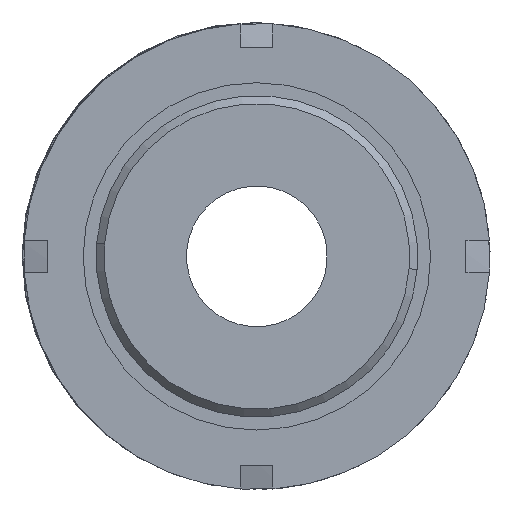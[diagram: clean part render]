
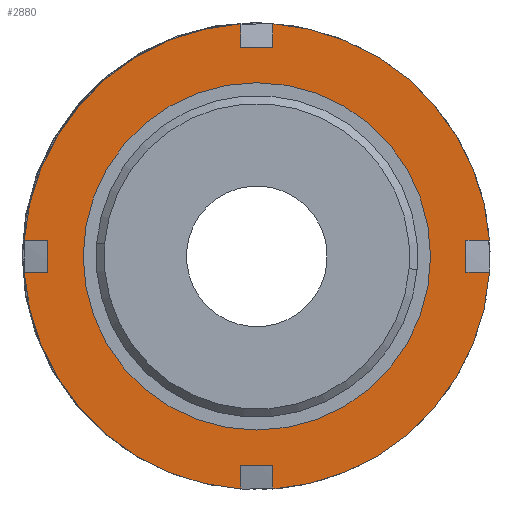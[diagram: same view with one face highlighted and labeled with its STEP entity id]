
A CAD part, front view. The second image highlights one B-rep face of the part: STEP entity #2880.
In plain terms, the highlighted planar face has unit normal (0, -1, 0).
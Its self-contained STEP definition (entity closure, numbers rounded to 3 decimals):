
#42 = CARTESIAN_POINT ( 'NONE',  ( 21.6, -47., 2. ) ) ;
#50 = ORIENTED_EDGE ( 'NONE', *, *, #1054, .T. ) ;
#103 = LINE ( 'NONE', #1281, #2116 ) ;
#121 = CARTESIAN_POINT ( 'NONE',  ( -2., -47., -26. ) ) ;
#133 = VECTOR ( 'NONE', #3417, 1000. ) ;
#137 = CARTESIAN_POINT ( 'NONE',  ( -26., -47., -2. ) ) ;
#154 = LINE ( 'NONE', #1639, #3501 ) ;
#160 = AXIS2_PLACEMENT_3D ( 'NONE', #1552, #1512, #3149 ) ;
#164 = CARTESIAN_POINT ( 'NONE',  ( 0., -47., 0. ) ) ;
#208 = CARTESIAN_POINT ( 'NONE',  ( -26., -47., 2. ) ) ;
#218 = VERTEX_POINT ( 'NONE', #1657 ) ;
#248 = ORIENTED_EDGE ( 'NONE', *, *, #3649, .F. ) ;
#258 = ORIENTED_EDGE ( 'NONE', *, *, #807, .F. ) ;
#268 = VERTEX_POINT ( 'NONE', #121 ) ;
#283 = ORIENTED_EDGE ( 'NONE', *, *, #2080, .T. ) ;
#350 = EDGE_CURVE ( 'NONE', #1975, #268, #1378, .T. ) ;
#386 = DIRECTION ( 'NONE',  ( 0., 0., -1. ) ) ;
#414 = DIRECTION ( 'NONE',  ( -1., 0., 0. ) ) ;
#442 = DIRECTION ( 'NONE',  ( 0., 0., 1. ) ) ;
#453 = DIRECTION ( 'NONE',  ( 0., 1., 0. ) ) ;
#454 = CIRCLE ( 'NONE', #1466, 29. ) ;
#459 = CARTESIAN_POINT ( 'NONE',  ( -2., -47., 0. ) ) ;
#460 = VERTEX_POINT ( 'NONE', #796 ) ;
#466 = VERTEX_POINT ( 'NONE', #2147 ) ;
#614 = VECTOR ( 'NONE', #806, 1000. ) ;
#679 = VERTEX_POINT ( 'NONE', #2287 ) ;
#696 = CARTESIAN_POINT ( 'NONE',  ( 2., -47., 0. ) ) ;
#748 = DIRECTION ( 'NONE',  ( -1., 0., 0. ) ) ;
#769 = PLANE ( 'NONE',  #1411 ) ;
#789 = CARTESIAN_POINT ( 'NONE',  ( 0., -47., 0. ) ) ;
#796 = CARTESIAN_POINT ( 'NONE',  ( -28.931, -47., -2. ) ) ;
#806 = DIRECTION ( 'NONE',  ( 0., 0., -1. ) ) ;
#807 = EDGE_CURVE ( 'NONE', #466, #1712, #3366, .T. ) ;
#834 = EDGE_CURVE ( 'NONE', #1975, #460, #1838, .T. ) ;
#837 = AXIS2_PLACEMENT_3D ( 'NONE', #2742, #2108, #2757 ) ;
#854 = EDGE_CURVE ( 'NONE', #1712, #679, #2606, .T. ) ;
#901 = VECTOR ( 'NONE', #386, 1000. ) ;
#1054 = EDGE_CURVE ( 'NONE', #4158, #2993, #1915, .T. ) ;
#1066 = AXIS2_PLACEMENT_3D ( 'NONE', #789, #453, #3071 ) ;
#1095 = ORIENTED_EDGE ( 'NONE', *, *, #3454, .F. ) ;
#1111 = DIRECTION ( 'NONE',  ( 0., 0., 1. ) ) ;
#1120 = VECTOR ( 'NONE', #3867, 1000. ) ;
#1150 = VERTEX_POINT ( 'NONE', #3939 ) ;
#1152 = EDGE_CURVE ( 'NONE', #460, #2942, #2836, .T. ) ;
#1171 = EDGE_CURVE ( 'NONE', #268, #1850, #3242, .T. ) ;
#1186 = CIRCLE ( 'NONE', #160, 21.6 ) ;
#1273 = CARTESIAN_POINT ( 'NONE',  ( 21.6, -47., -2. ) ) ;
#1281 = CARTESIAN_POINT ( 'NONE',  ( 21.6, -47., 2. ) ) ;
#1337 = DIRECTION ( 'NONE',  ( 0., 0., 1. ) ) ;
#1378 = LINE ( 'NONE', #459, #133 ) ;
#1382 = CARTESIAN_POINT ( 'NONE',  ( -26., -47., 0. ) ) ;
#1411 = AXIS2_PLACEMENT_3D ( 'NONE', #3432, #3765, #1111 ) ;
#1466 = AXIS2_PLACEMENT_3D ( 'NONE', #164, #2097, #442 ) ;
#1476 = EDGE_CURVE ( 'NONE', #2977, #4181, #1186, .T. ) ;
#1512 = DIRECTION ( 'NONE',  ( 0., 1., 0. ) ) ;
#1552 = CARTESIAN_POINT ( 'NONE',  ( 0., -47., 0. ) ) ;
#1616 = EDGE_LOOP ( 'NONE', ( #3234, #2024 ) ) ;
#1639 = CARTESIAN_POINT ( 'NONE',  ( 26., -47., 0. ) ) ;
#1657 = CARTESIAN_POINT ( 'NONE',  ( 2., -47., -28.931 ) ) ;
#1712 = VERTEX_POINT ( 'NONE', #3278 ) ;
#1759 = CARTESIAN_POINT ( 'NONE',  ( 28.931, -47., 2. ) ) ;
#1786 = DIRECTION ( 'NONE',  ( 0., 0., -1. ) ) ;
#1838 = CIRCLE ( 'NONE', #1066, 29. ) ;
#1850 = VERTEX_POINT ( 'NONE', #3721 ) ;
#1892 = EDGE_CURVE ( 'NONE', #2369, #2942, #2326, .T. ) ;
#1915 = LINE ( 'NONE', #1273, #3397 ) ;
#1917 = ORIENTED_EDGE ( 'NONE', *, *, #1152, .F. ) ;
#1924 = CARTESIAN_POINT ( 'NONE',  ( 0., -47., 0. ) ) ;
#1933 = DIRECTION ( 'NONE',  ( -1., 0., 0. ) ) ;
#1946 = VERTEX_POINT ( 'NONE', #3855 ) ;
#1975 = VERTEX_POINT ( 'NONE', #3192 ) ;
#2002 = EDGE_CURVE ( 'NONE', #4181, #2977, #2473, .T. ) ;
#2024 = ORIENTED_EDGE ( 'NONE', *, *, #1476, .T. ) ;
#2080 = EDGE_CURVE ( 'NONE', #2993, #3755, #154, .T. ) ;
#2094 = VECTOR ( 'NONE', #1786, 1000. ) ;
#2097 = DIRECTION ( 'NONE',  ( 0., 1., 0. ) ) ;
#2107 = ORIENTED_EDGE ( 'NONE', *, *, #1892, .T. ) ;
#2108 = DIRECTION ( 'NONE',  ( 0., 1., 0. ) ) ;
#2116 = VECTOR ( 'NONE', #2616, 1000. ) ;
#2133 = AXIS2_PLACEMENT_3D ( 'NONE', #3277, #2950, #1337 ) ;
#2139 = EDGE_CURVE ( 'NONE', #466, #2369, #103, .T. ) ;
#2147 = CARTESIAN_POINT ( 'NONE',  ( -28.931, -47., 2. ) ) ;
#2179 = ORIENTED_EDGE ( 'NONE', *, *, #2139, .T. ) ;
#2218 = CARTESIAN_POINT ( 'NONE',  ( 28.931, -47., -2. ) ) ;
#2287 = CARTESIAN_POINT ( 'NONE',  ( -2., -47., 26. ) ) ;
#2326 = LINE ( 'NONE', #1382, #614 ) ;
#2369 = VERTEX_POINT ( 'NONE', #208 ) ;
#2402 = CARTESIAN_POINT ( 'NONE',  ( 0., -47., 26. ) ) ;
#2459 = CIRCLE ( 'NONE', #2133, 29. ) ;
#2473 = CIRCLE ( 'NONE', #2784, 21.6 ) ;
#2521 = EDGE_CURVE ( 'NONE', #1946, #679, #3956, .T. ) ;
#2529 = VERTEX_POINT ( 'NONE', #1759 ) ;
#2580 = CARTESIAN_POINT ( 'NONE',  ( 2., -47., 0. ) ) ;
#2606 = LINE ( 'NONE', #3439, #2094 ) ;
#2616 = DIRECTION ( 'NONE',  ( 1., 0., 0. ) ) ;
#2729 = ORIENTED_EDGE ( 'NONE', *, *, #834, .F. ) ;
#2742 = CARTESIAN_POINT ( 'NONE',  ( 0., -47., 0. ) ) ;
#2749 = EDGE_LOOP ( 'NONE', ( #1917, #2729, #3081, #3520, #248, #3659, #50, #283, #3128, #1095, #3524, #4128, #3362, #258, #2179, #2107 ) ) ;
#2757 = DIRECTION ( 'NONE',  ( 0., 0., 1. ) ) ;
#2784 = AXIS2_PLACEMENT_3D ( 'NONE', #1924, #3872, #3252 ) ;
#2822 = FACE_OUTER_BOUND ( 'NONE', #2749, .T. ) ;
#2836 = LINE ( 'NONE', #4260, #3135 ) ;
#2880 = ADVANCED_FACE ( 'NONE', ( #3646, #2822 ), #769, .F. ) ;
#2942 = VERTEX_POINT ( 'NONE', #137 ) ;
#2946 = DIRECTION ( 'NONE',  ( 1., 0., 0. ) ) ;
#2947 = CARTESIAN_POINT ( 'NONE',  ( 26., -47., 2. ) ) ;
#2950 = DIRECTION ( 'NONE',  ( 0., 1., 0. ) ) ;
#2959 = CARTESIAN_POINT ( 'NONE',  ( 0., -47., -26. ) ) ;
#2977 = VERTEX_POINT ( 'NONE', #4110 ) ;
#2993 = VERTEX_POINT ( 'NONE', #3489 ) ;
#3059 = LINE ( 'NONE', #2580, #1120 ) ;
#3071 = DIRECTION ( 'NONE',  ( 0., 0., 1. ) ) ;
#3081 = ORIENTED_EDGE ( 'NONE', *, *, #350, .T. ) ;
#3110 = LINE ( 'NONE', #696, #901 ) ;
#3128 = ORIENTED_EDGE ( 'NONE', *, *, #3337, .F. ) ;
#3135 = VECTOR ( 'NONE', #2946, 1000. ) ;
#3149 = DIRECTION ( 'NONE',  ( 0., 0., 1. ) ) ;
#3192 = CARTESIAN_POINT ( 'NONE',  ( -2., -47., -28.931 ) ) ;
#3234 = ORIENTED_EDGE ( 'NONE', *, *, #2002, .T. ) ;
#3242 = LINE ( 'NONE', #2959, #3290 ) ;
#3252 = DIRECTION ( 'NONE',  ( 0., 0., 1. ) ) ;
#3253 = EDGE_CURVE ( 'NONE', #4158, #218, #2459, .T. ) ;
#3277 = CARTESIAN_POINT ( 'NONE',  ( 0., -47., 0. ) ) ;
#3278 = CARTESIAN_POINT ( 'NONE',  ( -2., -47., 28.931 ) ) ;
#3290 = VECTOR ( 'NONE', #3584, 1000. ) ;
#3332 = EDGE_CURVE ( 'NONE', #1150, #1946, #3110, .T. ) ;
#3337 = EDGE_CURVE ( 'NONE', #2529, #3755, #4051, .T. ) ;
#3362 = ORIENTED_EDGE ( 'NONE', *, *, #854, .F. ) ;
#3366 = CIRCLE ( 'NONE', #837, 29. ) ;
#3397 = VECTOR ( 'NONE', #1933, 1000. ) ;
#3417 = DIRECTION ( 'NONE',  ( 0., 0., 1. ) ) ;
#3432 = CARTESIAN_POINT ( 'NONE',  ( 21.6, -47., 0. ) ) ;
#3439 = CARTESIAN_POINT ( 'NONE',  ( -2., -47., 0. ) ) ;
#3454 = EDGE_CURVE ( 'NONE', #1150, #2529, #454, .T. ) ;
#3489 = CARTESIAN_POINT ( 'NONE',  ( 26., -47., -2. ) ) ;
#3501 = VECTOR ( 'NONE', #3918, 1000. ) ;
#3520 = ORIENTED_EDGE ( 'NONE', *, *, #1171, .T. ) ;
#3524 = ORIENTED_EDGE ( 'NONE', *, *, #3332, .T. ) ;
#3584 = DIRECTION ( 'NONE',  ( 1., 0., 0. ) ) ;
#3641 = VECTOR ( 'NONE', #414, 1000. ) ;
#3646 = FACE_BOUND ( 'NONE', #1616, .T. ) ;
#3649 = EDGE_CURVE ( 'NONE', #218, #1850, #3059, .T. ) ;
#3659 = ORIENTED_EDGE ( 'NONE', *, *, #3253, .F. ) ;
#3721 = CARTESIAN_POINT ( 'NONE',  ( 2., -47., -26. ) ) ;
#3755 = VERTEX_POINT ( 'NONE', #2947 ) ;
#3765 = DIRECTION ( 'NONE',  ( 0., 1., 0. ) ) ;
#3855 = CARTESIAN_POINT ( 'NONE',  ( 2., -47., 26. ) ) ;
#3867 = DIRECTION ( 'NONE',  ( 0., 0., 1. ) ) ;
#3872 = DIRECTION ( 'NONE',  ( 0., 1., 0. ) ) ;
#3918 = DIRECTION ( 'NONE',  ( 0., 0., 1. ) ) ;
#3939 = CARTESIAN_POINT ( 'NONE',  ( 2., -47., 28.931 ) ) ;
#3956 = LINE ( 'NONE', #2402, #4270 ) ;
#4051 = LINE ( 'NONE', #42, #3641 ) ;
#4110 = CARTESIAN_POINT ( 'NONE',  ( 0., -47., -21.6 ) ) ;
#4128 = ORIENTED_EDGE ( 'NONE', *, *, #2521, .T. ) ;
#4158 = VERTEX_POINT ( 'NONE', #2218 ) ;
#4181 = VERTEX_POINT ( 'NONE', #4240 ) ;
#4240 = CARTESIAN_POINT ( 'NONE',  ( 0., -47., 21.6 ) ) ;
#4260 = CARTESIAN_POINT ( 'NONE',  ( 21.6, -47., -2. ) ) ;
#4270 = VECTOR ( 'NONE', #748, 1000. ) ;
